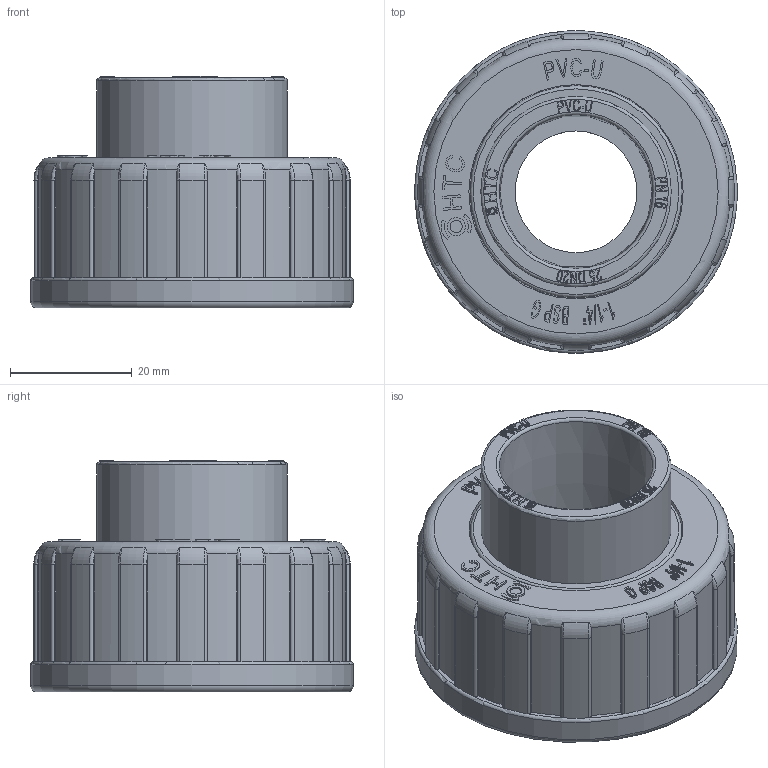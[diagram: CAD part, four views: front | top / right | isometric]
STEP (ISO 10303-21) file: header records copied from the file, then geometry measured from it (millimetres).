
FILE_DESCRIPTION(/* description */ (''),/* implementation_level */ '2;1');
FILE_NAME(/* name */ 'AFS606.040.025.step',/* time_stamp */ '2025-12-12T13:31:01+01:00',/* author */ (''),/* organization */ (''),/* preprocessor_version */ 'ST-DEVELOPER v20.1',/* originating_system */ 'Autodesk Translation Framework v14.21.0.0',/* authorisation */ '');
FILE_SCHEMA (('AUTOMOTIVE_DESIGN { 1 0 10303 214 3 1 1 }'));
Length unit declared in the file: millimetre
Products named in the file (1): 2025-12-10-10-52-45-983
Bounding box: 53 x 53 x 38.1 mm (x, y, z)
Volume: 31216 mm3; surface area: 18462.2 mm2
Topology: 3 solids, 3 shells, 1575 faces, 4463 edges, 2953 vertices
Faces by surface type: plane 1394, cylinder 101, bspline 56, torus 23, cone 1
Full cylindrical faces by diameter (mm): 0.78 x1, 1.17 x1, 2 x1, 3 x1, 20 x1, 29.878 x1, 31.3 x1, 34.8 x1, 35.2 x1, 36.878 x1, 38.5 x1, 38.952 x7, 41.91 x7, 53 x1
Entity records: 57504 total; most frequent: CARTESIAN_POINT 16848, ORIENTED_EDGE 8926, DIRECTION 7588, EDGE_CURVE 4463, LINE 4028, VECTOR 4028, VERTEX_POINT 2953, AXIS2_PLACEMENT_3D 1780
